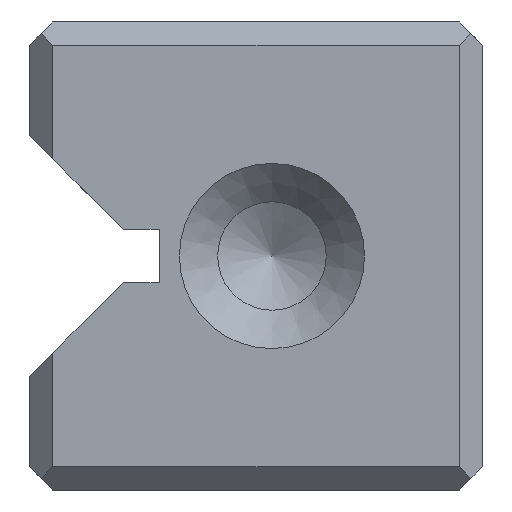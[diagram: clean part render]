
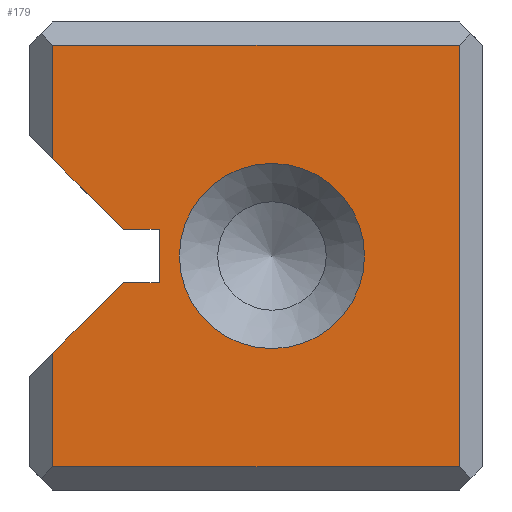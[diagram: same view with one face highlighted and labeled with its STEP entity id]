
A CAD part, left-side view. The second image highlights one B-rep face of the part: STEP entity #179.
In plain terms, the highlighted planar face has unit normal (-1, 0, 0).
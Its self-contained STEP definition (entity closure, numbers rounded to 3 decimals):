
#85=FACE_BOUND('',#287,.T.);
#86=FACE_BOUND('',#288,.T.);
#150=CIRCLE('',#904,4.35);
#179=ADVANCED_FACE('',(#85,#86),#231,.T.);
#231=PLANE('',#905);
#287=EDGE_LOOP('',(#382));
#288=EDGE_LOOP('',(#383,#384,#385,#386,#387,#388,#389,#390,#391,#392));
#382=ORIENTED_EDGE('',*,*,#666,.T.);
#383=ORIENTED_EDGE('',*,*,#667,.T.);
#384=ORIENTED_EDGE('',*,*,#668,.T.);
#385=ORIENTED_EDGE('',*,*,#669,.T.);
#386=ORIENTED_EDGE('',*,*,#670,.T.);
#387=ORIENTED_EDGE('',*,*,#671,.F.);
#388=ORIENTED_EDGE('',*,*,#672,.F.);
#389=ORIENTED_EDGE('',*,*,#673,.F.);
#390=ORIENTED_EDGE('',*,*,#674,.F.);
#391=ORIENTED_EDGE('',*,*,#675,.T.);
#392=ORIENTED_EDGE('',*,*,#676,.T.);
#586=VERTEX_POINT('',#1254);
#587=VERTEX_POINT('',#1256);
#588=VERTEX_POINT('',#1257);
#589=VERTEX_POINT('',#1259);
#590=VERTEX_POINT('',#1261);
#591=VERTEX_POINT('',#1263);
#592=VERTEX_POINT('',#1265);
#593=VERTEX_POINT('',#1267);
#594=VERTEX_POINT('',#1269);
#595=VERTEX_POINT('',#1271);
#596=VERTEX_POINT('',#1273);
#666=EDGE_CURVE('',#586,#586,#150,.T.);
#667=EDGE_CURVE('',#587,#588,#764,.T.);
#668=EDGE_CURVE('',#588,#589,#765,.T.);
#669=EDGE_CURVE('',#589,#590,#766,.T.);
#670=EDGE_CURVE('',#590,#591,#767,.T.);
#671=EDGE_CURVE('',#592,#591,#768,.T.);
#672=EDGE_CURVE('',#593,#592,#769,.T.);
#673=EDGE_CURVE('',#594,#593,#770,.T.);
#674=EDGE_CURVE('',#595,#594,#771,.T.);
#675=EDGE_CURVE('',#595,#596,#772,.T.);
#676=EDGE_CURVE('',#596,#587,#773,.T.);
#764=LINE('',#1255,#836);
#765=LINE('',#1258,#837);
#766=LINE('',#1260,#838);
#767=LINE('',#1262,#839);
#768=LINE('',#1264,#840);
#769=LINE('',#1266,#841);
#770=LINE('',#1268,#842);
#771=LINE('',#1270,#843);
#772=LINE('',#1272,#844);
#773=LINE('',#1274,#845);
#836=VECTOR('',#1009,1.);
#837=VECTOR('',#1010,1.);
#838=VECTOR('',#1011,1.);
#839=VECTOR('',#1012,1.);
#840=VECTOR('',#1013,1.);
#841=VECTOR('',#1014,1.);
#842=VECTOR('',#1015,1.);
#843=VECTOR('',#1016,1.);
#844=VECTOR('',#1017,1.);
#845=VECTOR('',#1018,1.);
#904=AXIS2_PLACEMENT_3D('',#1253,#1007,#1008);
#905=AXIS2_PLACEMENT_3D('',#1275,#1019,#1020);
#1007=DIRECTION('',(1.,0.,0.));
#1008=DIRECTION('',(0.,0.,-1.));
#1009=DIRECTION('',(0.,-1.,0.));
#1010=DIRECTION('',(0.,0.,1.));
#1011=DIRECTION('',(0.,1.,0.));
#1012=DIRECTION('',(0.,0.,-1.));
#1013=DIRECTION('',(0.,0.707,0.707));
#1014=DIRECTION('',(0.,1.,0.));
#1015=DIRECTION('',(0.,0.,1.));
#1016=DIRECTION('',(0.,-1.,0.));
#1017=DIRECTION('',(0.,0.707,-0.707));
#1018=DIRECTION('',(0.,0.,-1.));
#1019=DIRECTION('',(-1.,0.,0.));
#1020=DIRECTION('',(0.,0.,1.));
#1253=CARTESIAN_POINT('',(0.,9.9,11.));
#1254=CARTESIAN_POINT('',(0.,9.9,6.65));
#1255=CARTESIAN_POINT('',(0.,10.65,1.1));
#1256=CARTESIAN_POINT('',(0.,20.2,1.1));
#1257=CARTESIAN_POINT('',(0.,1.1,1.1));
#1258=CARTESIAN_POINT('',(0.,1.1,0.));
#1259=CARTESIAN_POINT('',(0.,1.1,20.9));
#1260=CARTESIAN_POINT('',(0.,10.65,20.9));
#1261=CARTESIAN_POINT('',(0.,20.2,20.9));
#1262=CARTESIAN_POINT('',(0.,20.2,0.));
#1263=CARTESIAN_POINT('',(0.,20.2,15.564));
#1264=CARTESIAN_POINT('',(0.,7.643,3.007));
#1265=CARTESIAN_POINT('',(0.,16.886,12.25));
#1266=CARTESIAN_POINT('',(0.,10.65,12.25));
#1267=CARTESIAN_POINT('',(0.,15.2,12.25));
#1268=CARTESIAN_POINT('',(0.,15.2,0.));
#1269=CARTESIAN_POINT('',(0.,15.2,9.75));
#1270=CARTESIAN_POINT('',(0.,10.65,9.75));
#1271=CARTESIAN_POINT('',(0.,16.886,9.75));
#1272=CARTESIAN_POINT('',(0.,18.643,7.993));
#1273=CARTESIAN_POINT('',(0.,20.2,6.436));
#1274=CARTESIAN_POINT('',(0.,20.2,0.));
#1275=CARTESIAN_POINT('',(0.,10.65,0.));
